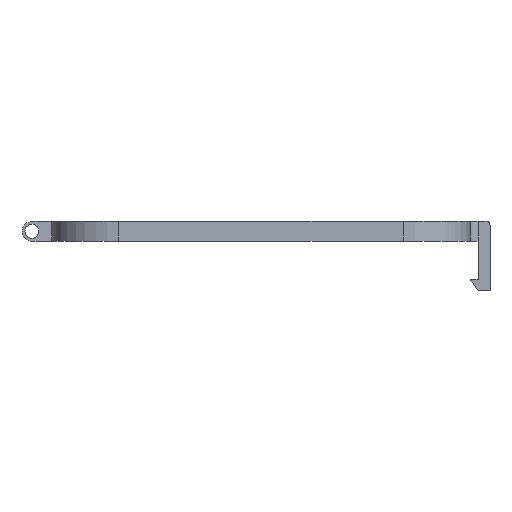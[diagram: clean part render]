
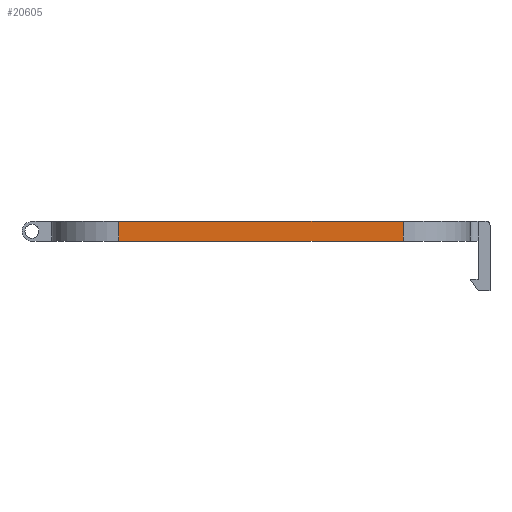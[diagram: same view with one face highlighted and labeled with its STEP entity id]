
A CAD part, front view. The second image highlights one B-rep face of the part: STEP entity #20605.
In plain terms, the highlighted planar face has unit normal (0, -1, 0).
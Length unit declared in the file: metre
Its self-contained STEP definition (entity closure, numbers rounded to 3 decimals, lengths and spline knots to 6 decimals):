
#291=PLANE('',#21675);
#1359=LINE('',#32292,#3032);
#1458=LINE('',#33242,#3131);
#1459=LINE('',#33244,#3132);
#1460=LINE('',#33246,#3133);
#3032=VECTOR('',#23205,1.);
#3131=VECTOR('',#23336,1.);
#3132=VECTOR('',#23339,1.);
#3133=VECTOR('',#23340,1.);
#7414=ORIENTED_EDGE('',*,*,#12191,.T.);
#7415=ORIENTED_EDGE('',*,*,#12192,.F.);
#7416=ORIENTED_EDGE('',*,*,#11900,.F.);
#7417=ORIENTED_EDGE('',*,*,#12190,.T.);
#11900=EDGE_CURVE('',#14553,#14554,#1359,.T.);
#12190=EDGE_CURVE('',#14553,#14833,#1458,.T.);
#12191=EDGE_CURVE('',#14833,#14834,#1459,.T.);
#12192=EDGE_CURVE('',#14554,#14834,#1460,.T.);
#14553=VERTEX_POINT('',#32291);
#14554=VERTEX_POINT('',#32293);
#14833=VERTEX_POINT('',#33241);
#14834=VERTEX_POINT('',#33245);
#17524=EDGE_LOOP('',(#7414,#7415,#7416,#7417));
#18717=FACE_BOUND('',#17524,.T.);
#20605=ADVANCED_FACE('',(#18717),#291,.F.);
#21675=AXIS2_PLACEMENT_3D('',#33243,#23337,#23338);
#23205=DIRECTION('',(1.,0.,0.));
#23336=DIRECTION('',(0.,0.,-1.));
#23337=DIRECTION('',(0.,1.,0.));
#23338=DIRECTION('',(0.,0.,1.));
#23339=DIRECTION('',(1.,0.,0.));
#23340=DIRECTION('',(0.,0.,-1.));
#32291=CARTESIAN_POINT('',(0.017,0.,0.005));
#32292=CARTESIAN_POINT('',(0.053,0.,0.005));
#32293=CARTESIAN_POINT('',(0.089,0.,0.005));
#33241=CARTESIAN_POINT('',(0.017,0.,0.));
#33242=CARTESIAN_POINT('',(0.017,0.,0.005));
#33243=CARTESIAN_POINT('',(0.053,0.,0.005));
#33244=CARTESIAN_POINT('',(0.053,0.,0.));
#33245=CARTESIAN_POINT('',(0.089,0.,0.));
#33246=CARTESIAN_POINT('',(0.089,0.,0.005));
